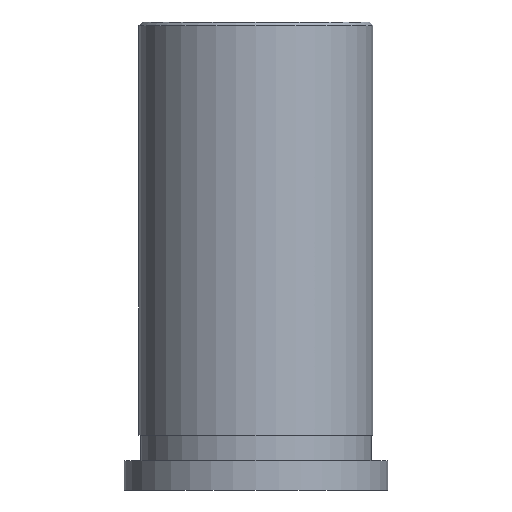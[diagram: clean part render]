
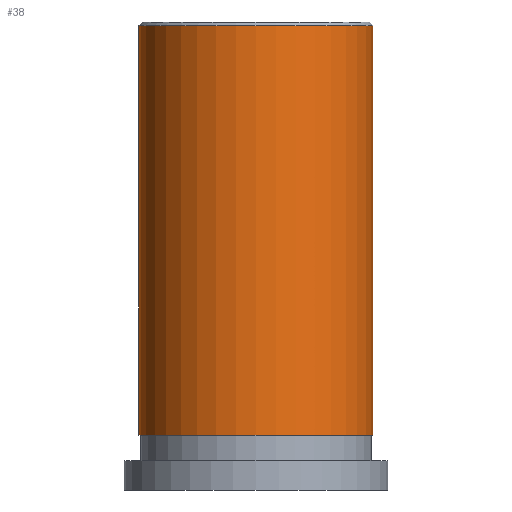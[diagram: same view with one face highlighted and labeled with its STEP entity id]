
A CAD part, front view. The second image highlights one B-rep face of the part: STEP entity #38.
In plain terms, the highlighted cylindrical face has radius 16 mm (diameter 32 mm), a full revolution.
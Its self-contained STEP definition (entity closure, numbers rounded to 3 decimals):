
#38=ADVANCED_FACE('',(#54,#55),#49,.T.);
#49=CYLINDRICAL_SURFACE('',#177,16.);
#54=FACE_BOUND('',#76,.T.);
#55=FACE_BOUND('',#77,.T.);
#76=EDGE_LOOP('',(#98));
#77=EDGE_LOOP('',(#99));
#98=ORIENTED_EDGE('',*,*,#131,.F.);
#99=ORIENTED_EDGE('',*,*,#132,.T.);
#120=VERTEX_POINT('',#254);
#121=VERTEX_POINT('',#256);
#131=EDGE_CURVE('',#120,#120,#142,.T.);
#132=EDGE_CURVE('',#121,#121,#143,.T.);
#142=CIRCLE('',#175,16.);
#143=CIRCLE('',#176,16.);
#175=AXIS2_PLACEMENT_3D('',#253,#205,#206);
#176=AXIS2_PLACEMENT_3D('',#255,#207,#208);
#177=AXIS2_PLACEMENT_3D('',#257,#209,#210);
#205=DIRECTION('',(0.,0.,1.));
#206=DIRECTION('',(0.,-1.,0.));
#207=DIRECTION('',(0.,0.,1.));
#208=DIRECTION('',(0.,-1.,0.));
#209=DIRECTION('',(0.,0.,1.));
#210=DIRECTION('',(0.,1.,0.));
#253=CARTESIAN_POINT('',(0.,0.,59.5));
#254=CARTESIAN_POINT('',(0.,-16.,59.5));
#255=CARTESIAN_POINT('',(0.,0.,3.5));
#256=CARTESIAN_POINT('',(0.,-16.,3.5));
#257=CARTESIAN_POINT('',(0.,0.,-5.823));
